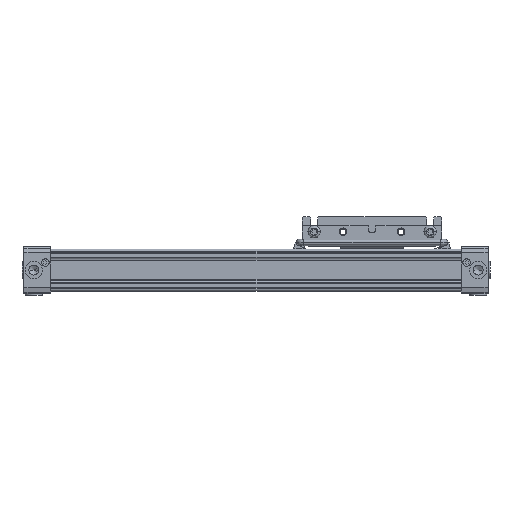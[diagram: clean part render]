
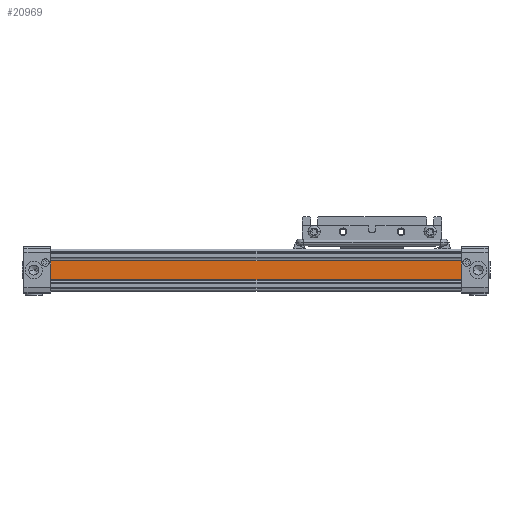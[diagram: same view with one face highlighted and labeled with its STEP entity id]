
A CAD part, top view. The second image highlights one B-rep face of the part: STEP entity #20969.
In plain terms, the highlighted planar face has unit normal (0, 0, 1).
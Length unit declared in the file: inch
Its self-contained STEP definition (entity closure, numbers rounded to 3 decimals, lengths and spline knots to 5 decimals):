
#64 = EDGE_CURVE ( 'NONE', #19060, #20228, #23282, .T. ) ;
#1879 = FACE_OUTER_BOUND ( 'NONE', #25654, .T. ) ;
#2468 = DIRECTION ( 'NONE',  ( 1., 0., 0. ) ) ;
#2687 = VECTOR ( 'NONE', #25833, 39.37008 ) ;
#3317 = ORIENTED_EDGE ( 'NONE', *, *, #16450, .F. ) ;
#4225 = VECTOR ( 'NONE', #12009, 39.37008 ) ;
#4402 = CARTESIAN_POINT ( 'NONE',  ( 3.0315, 0.24466, 0.7062 ) ) ;
#6024 = CARTESIAN_POINT ( 'NONE',  ( 3.0315, 0.24466, 0.7062 ) ) ;
#6471 = ORIENTED_EDGE ( 'NONE', *, *, #24599, .T. ) ;
#6685 = LINE ( 'NONE', #23228, #21056 ) ;
#6747 = AXIS2_PLACEMENT_3D ( 'NONE', #6024, #23111, #14463 ) ;
#7878 = EDGE_CURVE ( 'NONE', #26665, #12721, #13312, .T. ) ;
#8565 = CARTESIAN_POINT ( 'NONE',  ( 3.0315, 0.24466, 0.7062 ) ) ;
#11719 = ORIENTED_EDGE ( 'NONE', *, *, #64, .F. ) ;
#12009 = DIRECTION ( 'NONE',  ( 0., -1., 0. ) ) ;
#12721 = VERTEX_POINT ( 'NONE', #14781 ) ;
#13312 = LINE ( 'NONE', #17442, #2687 ) ;
#14463 = DIRECTION ( 'NONE',  ( -1., 0., 0. ) ) ;
#14781 = CARTESIAN_POINT ( 'NONE',  ( -10.90551, -0.40214, 0.7062 ) ) ;
#16450 = EDGE_CURVE ( 'NONE', #20228, #26665, #6685, .T. ) ;
#17038 = DIRECTION ( 'NONE',  ( 0., -1., 0. ) ) ;
#17442 = CARTESIAN_POINT ( 'NONE',  ( 3.0315, -0.40214, 0.7062 ) ) ;
#18292 = CARTESIAN_POINT ( 'NONE',  ( 3.0315, -0.40214, 0.7062 ) ) ;
#19060 = VERTEX_POINT ( 'NONE', #26118 ) ;
#20149 = LINE ( 'NONE', #20279, #4225 ) ;
#20228 = VERTEX_POINT ( 'NONE', #8565 ) ;
#20279 = CARTESIAN_POINT ( 'NONE',  ( -10.90551, 0.61538, 0.7062 ) ) ;
#20969 = ADVANCED_FACE ( 'NONE', ( #1879 ), #21192, .F. ) ;
#21056 = VECTOR ( 'NONE', #17038, 39.37008 ) ;
#21192 = PLANE ( 'NONE',  #6747 ) ;
#22446 = ORIENTED_EDGE ( 'NONE', *, *, #7878, .F. ) ;
#23111 = DIRECTION ( 'NONE',  ( 0., 0., -1. ) ) ;
#23228 = CARTESIAN_POINT ( 'NONE',  ( 3.0315, 0.61538, 0.7062 ) ) ;
#23282 = LINE ( 'NONE', #4402, #23709 ) ;
#23709 = VECTOR ( 'NONE', #2468, 39.37008 ) ;
#24599 = EDGE_CURVE ( 'NONE', #19060, #12721, #20149, .T. ) ;
#25654 = EDGE_LOOP ( 'NONE', ( #22446, #3317, #11719, #6471 ) ) ;
#25833 = DIRECTION ( 'NONE',  ( -1., 0., 0. ) ) ;
#26118 = CARTESIAN_POINT ( 'NONE',  ( -10.90551, 0.24466, 0.7062 ) ) ;
#26665 = VERTEX_POINT ( 'NONE', #18292 ) ;
